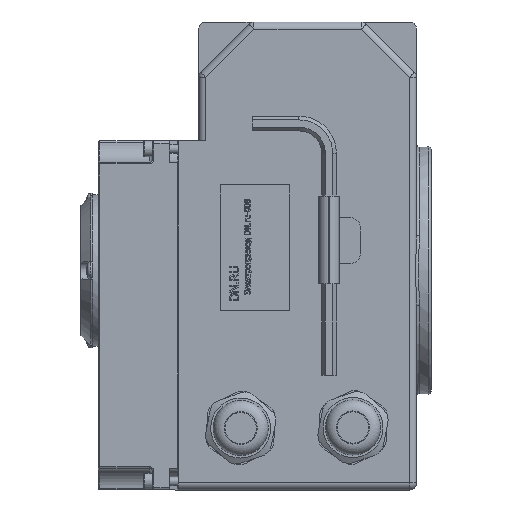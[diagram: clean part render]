
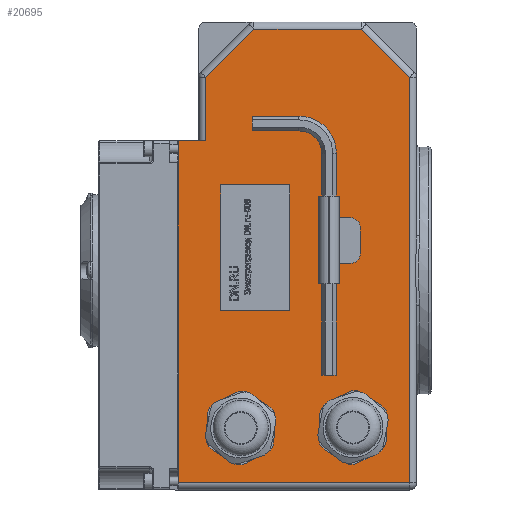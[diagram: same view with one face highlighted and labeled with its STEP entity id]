
A CAD part, left-side view. The second image highlights one B-rep face of the part: STEP entity #20695.
In plain terms, the highlighted planar face has unit normal (-1, 0, 0).
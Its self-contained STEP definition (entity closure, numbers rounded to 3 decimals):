
#273=FACE_BOUND('',#3885,.T.);
#773=PLANE('',#22183);
#2699=FACE_OUTER_BOUND('',#3884,.T.);
#3884=EDGE_LOOP('',(#17752,#17753,#17754,#17755,#17756,#17757,#17758,#17759));
#3885=EDGE_LOOP('',(#17760,#17761,#17762,#17763));
#4832=LINE('',#32833,#6514);
#4835=LINE('',#32838,#6517);
#4837=LINE('',#32842,#6519);
#4839=LINE('',#32845,#6521);
#4934=LINE('',#33850,#6616);
#4938=LINE('',#33863,#6620);
#5191=LINE('',#34886,#6873);
#5193=LINE('',#34895,#6875);
#5194=LINE('',#34903,#6876);
#5195=LINE('',#34916,#6877);
#5196=LINE('',#34918,#6878);
#5200=LINE('',#34929,#6882);
#6514=VECTOR('',#23871,10.);
#6517=VECTOR('',#23876,10.);
#6519=VECTOR('',#23880,10.);
#6521=VECTOR('',#23884,10.);
#6616=VECTOR('',#24455,10.);
#6620=VECTOR('',#24467,10.);
#6873=VECTOR('',#25234,10.);
#6875=VECTOR('',#25246,10.);
#6876=VECTOR('',#25257,10.);
#6877=VECTOR('',#25276,10.);
#6878=VECTOR('',#25279,10.);
#6882=VECTOR('',#25295,10.);
#8836=VERTEX_POINT('',#32831);
#8837=VERTEX_POINT('',#32832);
#8838=VERTEX_POINT('',#32837);
#8839=VERTEX_POINT('',#32841);
#8980=VERTEX_POINT('',#33847);
#8981=VERTEX_POINT('',#33849);
#8986=VERTEX_POINT('',#33861);
#9311=VERTEX_POINT('',#34882);
#9313=VERTEX_POINT('',#34890);
#9315=VERTEX_POINT('',#34899);
#9316=VERTEX_POINT('',#34905);
#9318=VERTEX_POINT('',#34912);
#11090=EDGE_CURVE('',#8836,#8837,#4832,.T.);
#11093=EDGE_CURVE('',#8837,#8838,#4835,.T.);
#11095=EDGE_CURVE('',#8838,#8839,#4837,.T.);
#11097=EDGE_CURVE('',#8839,#8836,#4839,.T.);
#11357=EDGE_CURVE('',#8981,#8980,#4934,.T.);
#11364=EDGE_CURVE('',#8986,#8980,#4938,.T.);
#11800=EDGE_CURVE('',#8981,#9311,#5191,.T.);
#11805=EDGE_CURVE('',#9311,#9313,#5193,.T.);
#11809=EDGE_CURVE('',#9313,#9315,#5194,.T.);
#11816=EDGE_CURVE('',#9316,#9318,#5195,.T.);
#11817=EDGE_CURVE('',#9318,#8986,#5196,.T.);
#11823=EDGE_CURVE('',#9315,#9316,#5200,.T.);
#17752=ORIENTED_EDGE('',*,*,#11357,.T.);
#17753=ORIENTED_EDGE('',*,*,#11364,.F.);
#17754=ORIENTED_EDGE('',*,*,#11817,.F.);
#17755=ORIENTED_EDGE('',*,*,#11816,.F.);
#17756=ORIENTED_EDGE('',*,*,#11823,.F.);
#17757=ORIENTED_EDGE('',*,*,#11809,.F.);
#17758=ORIENTED_EDGE('',*,*,#11805,.F.);
#17759=ORIENTED_EDGE('',*,*,#11800,.F.);
#17760=ORIENTED_EDGE('',*,*,#11090,.T.);
#17761=ORIENTED_EDGE('',*,*,#11093,.T.);
#17762=ORIENTED_EDGE('',*,*,#11095,.T.);
#17763=ORIENTED_EDGE('',*,*,#11097,.T.);
#20695=ADVANCED_FACE('',(#2699,#273),#773,.F.);
#22183=AXIS2_PLACEMENT_3D('',#36983,#26267,#26268);
#23871=DIRECTION('',(0.,1.,0.));
#23876=DIRECTION('',(0.,0.,1.));
#23880=DIRECTION('',(0.,-1.,0.));
#23884=DIRECTION('',(0.,0.,-1.));
#24455=DIRECTION('',(0.,1.,0.));
#24467=DIRECTION('',(0.,0.,1.));
#25234=DIRECTION('',(0.,0.,1.));
#25246=DIRECTION('',(0.,-0.707,0.707));
#25257=DIRECTION('',(0.,-1.,0.));
#25276=DIRECTION('',(0.,0.,-1.));
#25279=DIRECTION('',(0.,1.,0.));
#25295=DIRECTION('',(0.,-0.707,-0.707));
#26267=DIRECTION('center_axis',(1.,0.,0.));
#26268=DIRECTION('ref_axis',(0.,0.,-1.));
#32831=CARTESIAN_POINT('',(0.,6.101,-18.847));
#32832=CARTESIAN_POINT('',(0.,29.85,-18.847));
#32833=CARTESIAN_POINT('',(0.,14.925,-18.847));
#32837=CARTESIAN_POINT('',(0.,29.85,24.445));
#32838=CARTESIAN_POINT('',(0.,29.85,12.223));
#32841=CARTESIAN_POINT('',(0.,6.101,24.445));
#32842=CARTESIAN_POINT('',(0.,3.05,24.445));
#32845=CARTESIAN_POINT('',(0.,6.101,-9.423));
#33847=CARTESIAN_POINT('',(0.,44.5,39.645));
#33849=CARTESIAN_POINT('',(0.,35.,39.645));
#33850=CARTESIAN_POINT('',(0.,37.5,39.645));
#33861=CARTESIAN_POINT('',(0.,44.5,-78.));
#33863=CARTESIAN_POINT('',(0.,44.5,-80.5));
#34882=CARTESIAN_POINT('',(0.,35.,61.464));
#34886=CARTESIAN_POINT('',(0.,35.,-40.25));
#34890=CARTESIAN_POINT('',(0.,18.464,78.));
#34895=CARTESIAN_POINT('',(0.,41.982,54.482));
#34899=CARTESIAN_POINT('',(0.,-18.464,78.));
#34903=CARTESIAN_POINT('',(0.,9.75,78.));
#34905=CARTESIAN_POINT('',(0.,-35.,61.464));
#34912=CARTESIAN_POINT('',(0.,-35.,-78.));
#34916=CARTESIAN_POINT('',(0.,-35.,31.25));
#34918=CARTESIAN_POINT('',(0.,-18.75,-78.));
#34929=CARTESIAN_POINT('',(0.,-32.982,63.482));
#36983=CARTESIAN_POINT('Origin',(0.,0.,0.));
